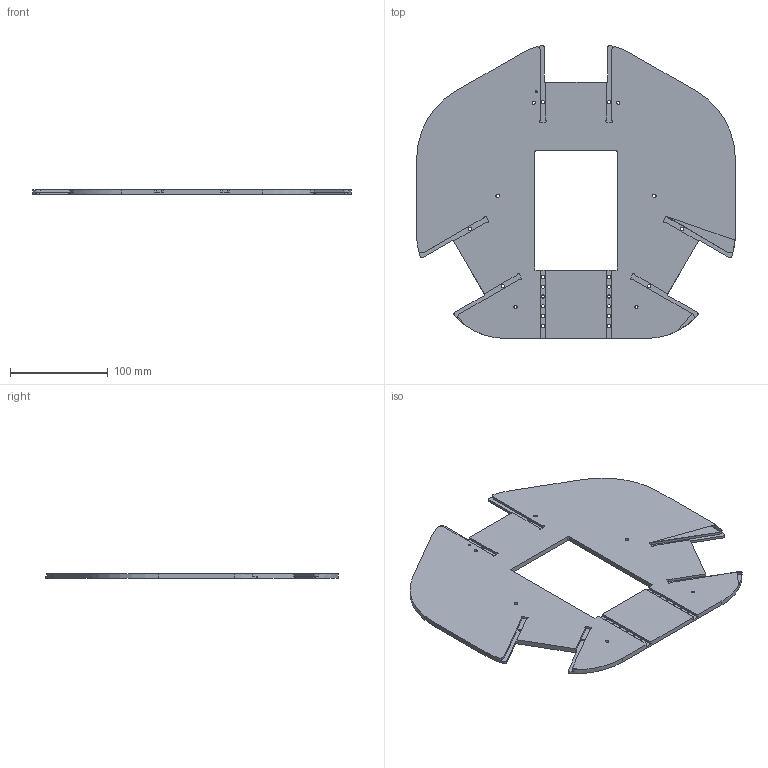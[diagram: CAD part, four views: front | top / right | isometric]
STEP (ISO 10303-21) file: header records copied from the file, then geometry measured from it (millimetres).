
FILE_DESCRIPTION (( 'STEP AP214' ), '1' );
FILE_NAME ('Bottom_plate_v2.1.1.step', '2023-05-17T11:17:26', ( '' ), ( '' ), 'SwSTEP 2.0', 'SolidWorks 2022', '' );
FILE_SCHEMA (( 'AUTOMOTIVE_DESIGN' ));
Length unit declared in the file: millimetre
Products named in the file (1): Bottom_plate_v2.1.1
Bounding box: 325.56 x 299.35 x 5 mm (x, y, z)
Volume: 319919.5 mm3; surface area: 141723.7 mm2
Topology: 1 solids, 1 shells, 192 faces, 565 edges, 375 vertices
Faces by surface type: cylinder 113, plane 55, cone 24
Entity records: 6658 total; most frequent: DIRECTION 1226, CARTESIAN_POINT 1133, ORIENTED_EDGE 1130, EDGE_CURVE 565, AXIS2_PLACEMENT_3D 468, VERTEX_POINT 375, VECTOR 290, LINE 290
